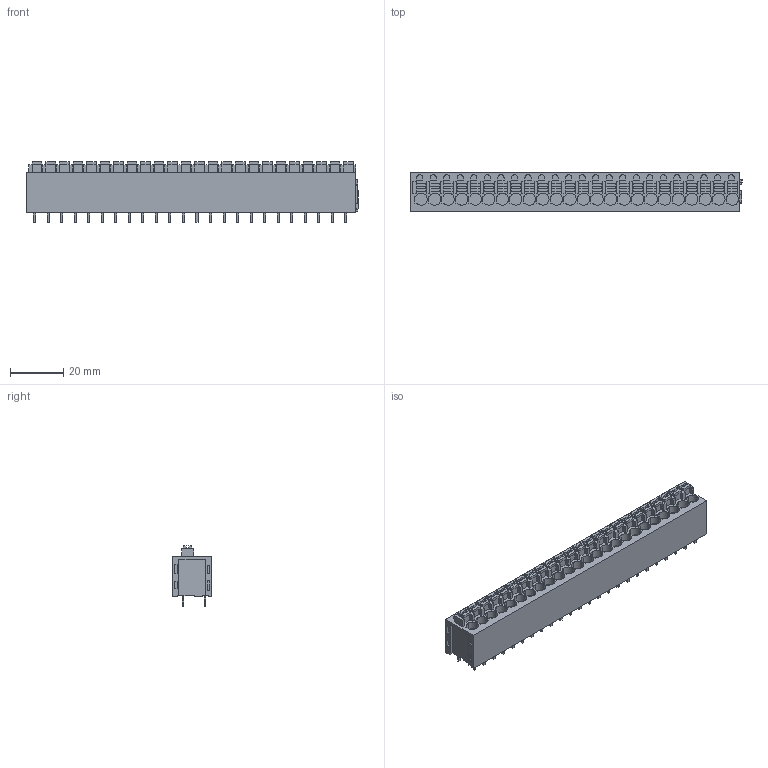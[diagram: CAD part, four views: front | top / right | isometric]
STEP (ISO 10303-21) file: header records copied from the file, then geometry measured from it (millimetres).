
FILE_DESCRIPTION(('CATIA V5 STEP Exchange','CAx-IF Rec.Pracs.--- Model Styling and Organization---1.2---2011-12-15'),'2;1');
FILE_NAME ('D1451159_0', '2018-04-09T11:49:34+00:00', ('none'), ('Weidmueller'), 'CATIA Version 5-6 Release 2014', 'CATIA V5 STEP AP214', 'none');
FILE_SCHEMA(('AUTOMOTIVE_DESIGN { 1 0 10303 214 1 1 1 1 }'));
Length unit declared in the file: millimetre
Products named in the file (1): 1331420000
Bounding box: 124.57 x 14.8 x 22.74 mm (x, y, z)
Volume: 26899.1 mm3; surface area: 12973.6 mm2
Topology: 73 solids, 73 shells, 1145 faces, 2837 edges, 1922 vertices
Faces by surface type: plane 1001, cylinder 144
Entity records: 33006 total; most frequent: CARTESIAN_POINT 5765, ORIENTED_EDGE 5674, DIRECTION 4626, EDGE_CURVE 2837, VECTOR 2549, LINE 2549, VERTEX_POINT 1922, EDGE_LOOP 1229
